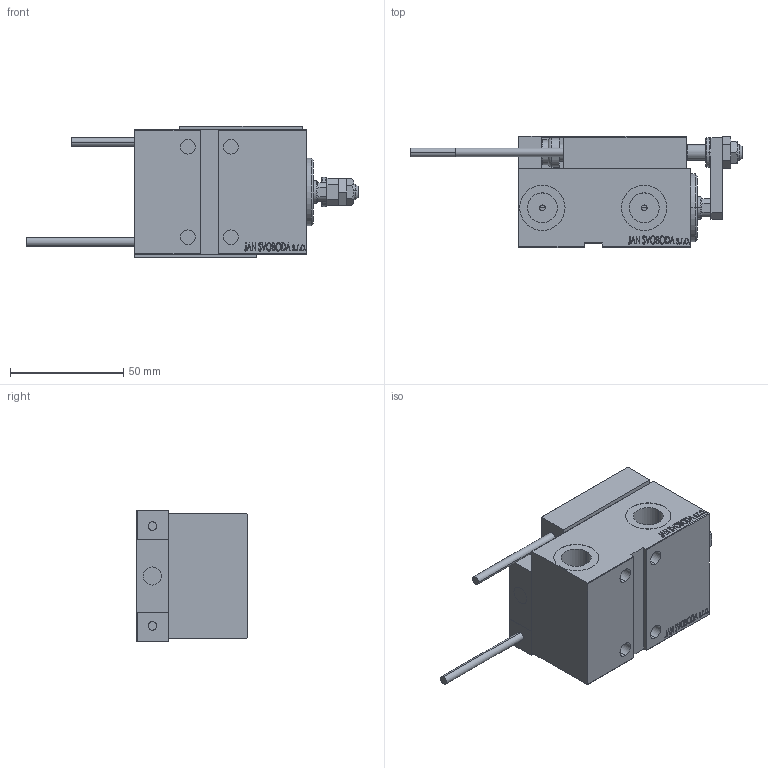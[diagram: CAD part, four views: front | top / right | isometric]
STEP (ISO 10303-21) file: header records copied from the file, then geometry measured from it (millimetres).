
FILE_DESCRIPTION (( 'STEP AP203' ), '1' );
FILE_NAME ('8698.STEP', '2021-03-19T05:30:20', ( '' ), ( '' ), 'SwSTEP 2.0', 'SolidWorks 2019', '' );
FILE_SCHEMA (( 'CONFIG_CONTROL_DESIGN' ));
Length unit declared in the file: millimetre
Products named in the file (16): NUT_D10 7858241e400da936b4d18474d5c9b6ed; SWITCH X 7858241e400da936b4d18474d5c9b6ed; SWITCH DIM B,W 7858241e400da936b4d18474d5c9b6ed; TYC_L79 7858241e400da936b4d18474d5c9b6ed; ALLEN BOLT D5 7858241e400da936b4d18474d5c9b6ed; KONCOVKA 7858241e400da936b4d18474d5c9b6ed; Block 7858241e400da936b4d18474d5c9b6ed; ALLEN BOLT D8 7858241e400da936b4d18474d5c9b6ed; SWITCH_X_FRONT_BACK 7858241e400da936b4d18474d5c9b6ed; V450CM_E_VCP 7858241e400da936b4d18474d5c9b6ed; ZARAZKA 7858241e400da936b4d18474d5c9b6ed; NUT_D12 7858241e400da936b4d18474d5c9b6ed; 8698; MAGNET 7858241e400da936b4d18474d5c9b6ed; V450CM_E 7858241e400da936b4d18474d5c9b6ed; V450CM_VC_B 7858241e400da936b4d18474d5c9b6ed
Assembly tree (25 placements, depth 3):
  8698
    V450CM_E 7858241e400da936b4d18474d5c9b6ed
    V450CM_E_VCP 7858241e400da936b4d18474d5c9b6ed
    V450CM_VC_B 7858241e400da936b4d18474d5c9b6ed
    SWITCH X 7858241e400da936b4d18474d5c9b6ed
      SWITCH_X_FRONT_BACK 7858241e400da936b4d18474d5c9b6ed  x2
      TYC_L79 7858241e400da936b4d18474d5c9b6ed
      Block 7858241e400da936b4d18474d5c9b6ed  x2
      ALLEN BOLT D5 7858241e400da936b4d18474d5c9b6ed  x4
      ALLEN BOLT D8 7858241e400da936b4d18474d5c9b6ed  x4
      MAGNET 7858241e400da936b4d18474d5c9b6ed  x2
      KONCOVKA 7858241e400da936b4d18474d5c9b6ed  x2
    SWITCH DIM B,W 7858241e400da936b4d18474d5c9b6ed
    ZARAZKA 7858241e400da936b4d18474d5c9b6ed
    NUT_D10 7858241e400da936b4d18474d5c9b6ed
    NUT_D12 7858241e400da936b4d18474d5c9b6ed
Bounding box: 146.7 x 49 x 58 mm (x, y, z)
Volume: 175048.4 mm3; surface area: 54513.7 mm2
Topology: 24 solids, 24 shells, 1299 faces, 3117 edges, 1992 vertices
Faces by surface type: plane 572, bspline 380, cylinder 186, cone 113, torus 44, sphere 4
Entity records: 50314 total; most frequent: CARTESIAN_POINT 25522, ORIENTED_EDGE 5254, DIRECTION 3532, EDGE_CURVE 2627, VERTEX_POINT 1716, VECTOR 1516, LINE 1516, EDGE_LOOP 1209
